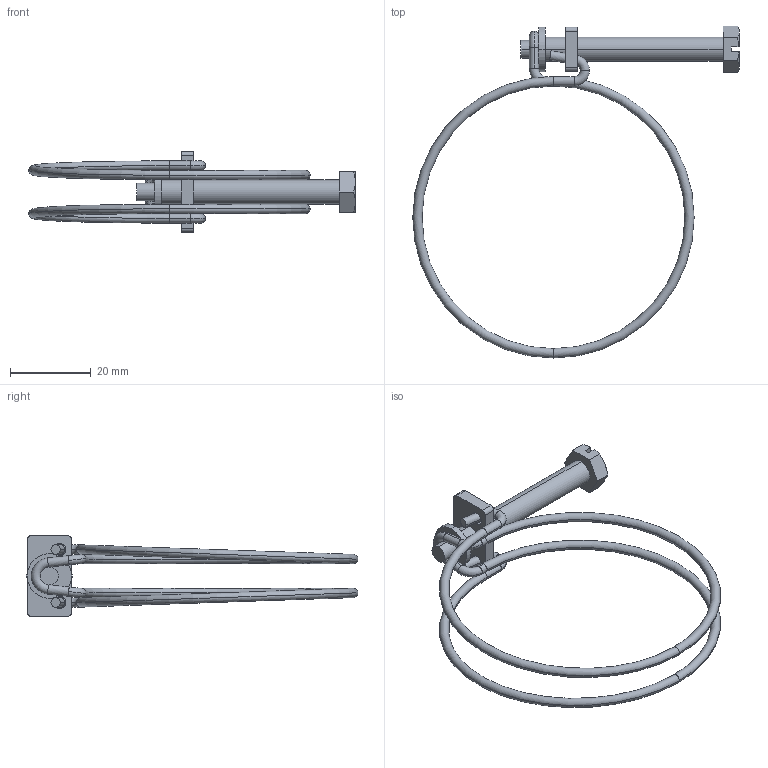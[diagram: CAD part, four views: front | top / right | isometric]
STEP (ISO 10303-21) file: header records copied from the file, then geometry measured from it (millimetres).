
FILE_DESCRIPTION (( 'STEP AP214' ), '1' );
FILE_NAME ('TM_145SS_65.STEP', '2015-06-08T05:56:23', ( '' ), ( '' ), 'SwSTEP 2.0', 'SolidWorks 2015', '' );
FILE_SCHEMA (( 'AUTOMOTIVE_DESIGN' ));
Length unit declared in the file: millimetre
Products named in the file (4): band; holder; screw; TM_145SS_65
Assembly tree (3 placements, depth 2):
  TM_145SS_65
    screw
    holder
    band
Bounding box: 80.77 x 82.14 x 20 mm (x, y, z)
Volume: 4352.2 mm3; surface area: 5671.8 mm2
Topology: 3 solids, 3 shells, 95 faces, 238 edges, 152 vertices
Faces by surface type: cylinder 36, plane 31, torus 22, cone 6
Entity records: 3086 total; most frequent: CARTESIAN_POINT 563, DIRECTION 552, ORIENTED_EDGE 476, EDGE_CURVE 238, AXIS2_PLACEMENT_3D 229, VERTEX_POINT 152, CIRCLE 128, EDGE_LOOP 104
